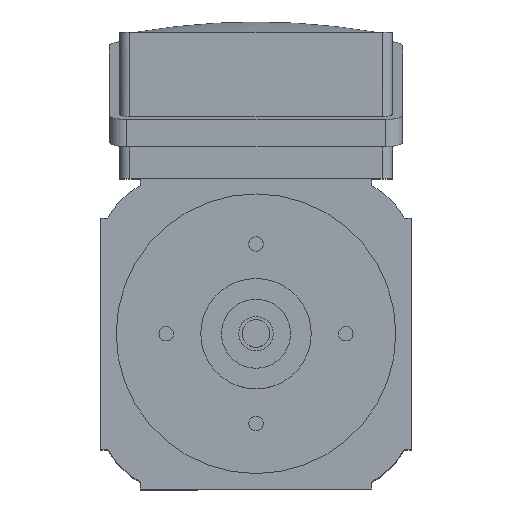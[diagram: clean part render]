
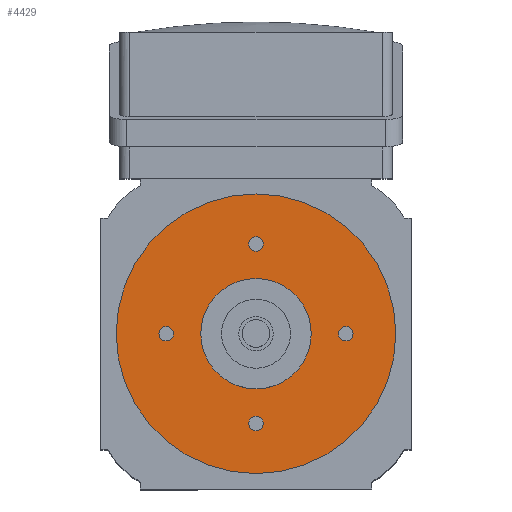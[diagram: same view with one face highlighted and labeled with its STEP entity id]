
A CAD part, top view. The second image highlights one B-rep face of the part: STEP entity #4429.
In plain terms, the highlighted planar face has unit normal (0, 0, 1).
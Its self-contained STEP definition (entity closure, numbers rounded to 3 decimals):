
#53 = ORIENTED_EDGE ( 'NONE', *, *, #1992, .F. ) ;
#57 = CARTESIAN_POINT ( 'NONE',  ( 28.1, 0., 0. ) ) ;
#140 = CIRCLE ( 'NONE', #1696, 16. ) ;
#175 = EDGE_LOOP ( 'NONE', ( #5113, #53 ) ) ;
#184 = DIRECTION ( 'NONE',  ( 0., 0., 1. ) ) ;
#191 = EDGE_LOOP ( 'NONE', ( #1219, #3714 ) ) ;
#229 = AXIS2_PLACEMENT_3D ( 'NONE', #4582, #2867, #2485 ) ;
#239 = DIRECTION ( 'NONE',  ( 1., 0., 0. ) ) ;
#251 = DIRECTION ( 'NONE',  ( 1., 0., 0. ) ) ;
#297 = FACE_BOUND ( 'NONE', #1273, .T. ) ;
#339 = DIRECTION ( 'NONE',  ( 0., 0., 1. ) ) ;
#444 = DIRECTION ( 'NONE',  ( 1., 0., 0. ) ) ;
#446 = CARTESIAN_POINT ( 'NONE',  ( 0., 0., 0. ) ) ;
#452 = DIRECTION ( 'NONE',  ( 0., 0., 1. ) ) ;
#546 = EDGE_CURVE ( 'NONE', #1306, #4404, #140, .T. ) ;
#550 = VERTEX_POINT ( 'NONE', #858 ) ;
#598 = VERTEX_POINT ( 'NONE', #4218 ) ;
#605 = VERTEX_POINT ( 'NONE', #5110 ) ;
#664 = CARTESIAN_POINT ( 'NONE',  ( -26., 0., 0. ) ) ;
#680 = EDGE_CURVE ( 'NONE', #3533, #772, #3539, .T. ) ;
#684 = PLANE ( 'NONE',  #2713 ) ;
#686 = CARTESIAN_POINT ( 'NONE',  ( -2.1, -26., 0. ) ) ;
#772 = VERTEX_POINT ( 'NONE', #3577 ) ;
#776 = CARTESIAN_POINT ( 'NONE',  ( -40.5, 0., 0. ) ) ;
#815 = VERTEX_POINT ( 'NONE', #686 ) ;
#858 = CARTESIAN_POINT ( 'NONE',  ( 40.5, 0., 0. ) ) ;
#898 = ORIENTED_EDGE ( 'NONE', *, *, #1655, .F. ) ;
#1032 = ORIENTED_EDGE ( 'NONE', *, *, #4149, .F. ) ;
#1109 = DIRECTION ( 'NONE',  ( 1., 0., 0. ) ) ;
#1119 = AXIS2_PLACEMENT_3D ( 'NONE', #1517, #3171, #444 ) ;
#1162 = EDGE_CURVE ( 'NONE', #3639, #550, #2754, .T. ) ;
#1180 = CARTESIAN_POINT ( 'NONE',  ( 0., -26., 0. ) ) ;
#1215 = ORIENTED_EDGE ( 'NONE', *, *, #546, .F. ) ;
#1219 = ORIENTED_EDGE ( 'NONE', *, *, #1749, .T. ) ;
#1273 = EDGE_LOOP ( 'NONE', ( #5363, #3131 ) ) ;
#1306 = VERTEX_POINT ( 'NONE', #1978 ) ;
#1463 = EDGE_CURVE ( 'NONE', #772, #3533, #3292, .T. ) ;
#1517 = CARTESIAN_POINT ( 'NONE',  ( 26., 0., 0. ) ) ;
#1532 = ORIENTED_EDGE ( 'NONE', *, *, #5358, .F. ) ;
#1542 = FACE_BOUND ( 'NONE', #2207, .T. ) ;
#1571 = FACE_BOUND ( 'NONE', #3411, .T. ) ;
#1577 = ORIENTED_EDGE ( 'NONE', *, *, #1706, .F. ) ;
#1655 = EDGE_CURVE ( 'NONE', #2477, #598, #3905, .T. ) ;
#1681 = DIRECTION ( 'NONE',  ( 0., 0., 1. ) ) ;
#1693 = CIRCLE ( 'NONE', #5293, 2.1 ) ;
#1696 = AXIS2_PLACEMENT_3D ( 'NONE', #3019, #2994, #3429 ) ;
#1706 = EDGE_CURVE ( 'NONE', #3121, #605, #3546, .T. ) ;
#1729 = AXIS2_PLACEMENT_3D ( 'NONE', #1180, #339, #4506 ) ;
#1749 = EDGE_CURVE ( 'NONE', #550, #3639, #3994, .T. ) ;
#1810 = AXIS2_PLACEMENT_3D ( 'NONE', #664, #3176, #1876 ) ;
#1836 = DIRECTION ( 'NONE',  ( 1., 0., 0. ) ) ;
#1876 = DIRECTION ( 'NONE',  ( 1., 0., 0. ) ) ;
#1970 = DIRECTION ( 'NONE',  ( 0., 0., 1. ) ) ;
#1978 = CARTESIAN_POINT ( 'NONE',  ( -16., 0., 0. ) ) ;
#1992 = EDGE_CURVE ( 'NONE', #815, #4044, #1693, .T. ) ;
#1996 = EDGE_LOOP ( 'NONE', ( #1215, #1032 ) ) ;
#2001 = CIRCLE ( 'NONE', #3415, 16. ) ;
#2064 = AXIS2_PLACEMENT_3D ( 'NONE', #3317, #452, #4186 ) ;
#2163 = CARTESIAN_POINT ( 'NONE',  ( -28.1, 0., 0. ) ) ;
#2207 = EDGE_LOOP ( 'NONE', ( #4502, #1577 ) ) ;
#2219 = CARTESIAN_POINT ( 'NONE',  ( 0., 26., 0. ) ) ;
#2237 = AXIS2_PLACEMENT_3D ( 'NONE', #2219, #4826, #239 ) ;
#2240 = CARTESIAN_POINT ( 'NONE',  ( 0., 0., 0. ) ) ;
#2283 = EDGE_CURVE ( 'NONE', #605, #3121, #2664, .T. ) ;
#2334 = DIRECTION ( 'NONE',  ( 0., 0., 1. ) ) ;
#2477 = VERTEX_POINT ( 'NONE', #57 ) ;
#2485 = DIRECTION ( 'NONE',  ( 1., 0., 0. ) ) ;
#2506 = AXIS2_PLACEMENT_3D ( 'NONE', #2240, #184, #1836 ) ;
#2664 = CIRCLE ( 'NONE', #1810, 2.1 ) ;
#2713 = AXIS2_PLACEMENT_3D ( 'NONE', #4932, #3253, #1109 ) ;
#2735 = CARTESIAN_POINT ( 'NONE',  ( 0., 0., 0. ) ) ;
#2754 = CIRCLE ( 'NONE', #2506, 40.5 ) ;
#2779 = FACE_BOUND ( 'NONE', #175, .T. ) ;
#2811 = FACE_OUTER_BOUND ( 'NONE', #191, .T. ) ;
#2834 = FACE_BOUND ( 'NONE', #1996, .T. ) ;
#2867 = DIRECTION ( 'NONE',  ( 0., 0., 1. ) ) ;
#2994 = DIRECTION ( 'NONE',  ( 0., 0., 1. ) ) ;
#3019 = CARTESIAN_POINT ( 'NONE',  ( 0., 0., 0. ) ) ;
#3121 = VERTEX_POINT ( 'NONE', #2163 ) ;
#3131 = ORIENTED_EDGE ( 'NONE', *, *, #1463, .F. ) ;
#3171 = DIRECTION ( 'NONE',  ( 0., 0., 1. ) ) ;
#3176 = DIRECTION ( 'NONE',  ( 0., 0., 1. ) ) ;
#3191 = AXIS2_PLACEMENT_3D ( 'NONE', #446, #1681, #3364 ) ;
#3197 = CARTESIAN_POINT ( 'NONE',  ( 16., 0., 0. ) ) ;
#3253 = DIRECTION ( 'NONE',  ( 0., 0., 1. ) ) ;
#3292 = CIRCLE ( 'NONE', #2064, 2.1 ) ;
#3317 = CARTESIAN_POINT ( 'NONE',  ( 0., 26., 0. ) ) ;
#3364 = DIRECTION ( 'NONE',  ( 1., 0., 0. ) ) ;
#3411 = EDGE_LOOP ( 'NONE', ( #898, #1532 ) ) ;
#3415 = AXIS2_PLACEMENT_3D ( 'NONE', #2735, #2334, #251 ) ;
#3429 = DIRECTION ( 'NONE',  ( 1., 0., 0. ) ) ;
#3482 = CIRCLE ( 'NONE', #1119, 2.1 ) ;
#3533 = VERTEX_POINT ( 'NONE', #4842 ) ;
#3539 = CIRCLE ( 'NONE', #2237, 2.1 ) ;
#3546 = CIRCLE ( 'NONE', #229, 2.1 ) ;
#3577 = CARTESIAN_POINT ( 'NONE',  ( -2.1, 26., 0. ) ) ;
#3639 = VERTEX_POINT ( 'NONE', #776 ) ;
#3648 = DIRECTION ( 'NONE',  ( 1., 0., 0. ) ) ;
#3660 = DIRECTION ( 'NONE',  ( 0., 0., 1. ) ) ;
#3694 = CARTESIAN_POINT ( 'NONE',  ( 26., 0., 0. ) ) ;
#3714 = ORIENTED_EDGE ( 'NONE', *, *, #1162, .T. ) ;
#3905 = CIRCLE ( 'NONE', #4619, 2.1 ) ;
#3994 = CIRCLE ( 'NONE', #3191, 40.5 ) ;
#4044 = VERTEX_POINT ( 'NONE', #4305 ) ;
#4069 = CARTESIAN_POINT ( 'NONE',  ( 0., -26., 0. ) ) ;
#4149 = EDGE_CURVE ( 'NONE', #4404, #1306, #2001, .T. ) ;
#4186 = DIRECTION ( 'NONE',  ( 1., 0., 0. ) ) ;
#4208 = DIRECTION ( 'NONE',  ( 1., 0., 0. ) ) ;
#4218 = CARTESIAN_POINT ( 'NONE',  ( 23.9, 0., 0. ) ) ;
#4294 = CIRCLE ( 'NONE', #1729, 2.1 ) ;
#4305 = CARTESIAN_POINT ( 'NONE',  ( 2.1, -26., 0. ) ) ;
#4404 = VERTEX_POINT ( 'NONE', #3197 ) ;
#4429 = ADVANCED_FACE ( 'NONE', ( #297, #1542, #2779, #1571, #2811, #2834 ), #684, .T. ) ;
#4502 = ORIENTED_EDGE ( 'NONE', *, *, #2283, .F. ) ;
#4506 = DIRECTION ( 'NONE',  ( 1., 0., 0. ) ) ;
#4582 = CARTESIAN_POINT ( 'NONE',  ( -26., 0., 0. ) ) ;
#4619 = AXIS2_PLACEMENT_3D ( 'NONE', #3694, #3660, #4208 ) ;
#4826 = DIRECTION ( 'NONE',  ( 0., 0., 1. ) ) ;
#4842 = CARTESIAN_POINT ( 'NONE',  ( 2.1, 26., 0. ) ) ;
#4932 = CARTESIAN_POINT ( 'NONE',  ( 0., 0., 0. ) ) ;
#5110 = CARTESIAN_POINT ( 'NONE',  ( -23.9, 0., 0. ) ) ;
#5111 = EDGE_CURVE ( 'NONE', #4044, #815, #4294, .T. ) ;
#5113 = ORIENTED_EDGE ( 'NONE', *, *, #5111, .F. ) ;
#5293 = AXIS2_PLACEMENT_3D ( 'NONE', #4069, #1970, #3648 ) ;
#5358 = EDGE_CURVE ( 'NONE', #598, #2477, #3482, .T. ) ;
#5363 = ORIENTED_EDGE ( 'NONE', *, *, #680, .F. ) ;
